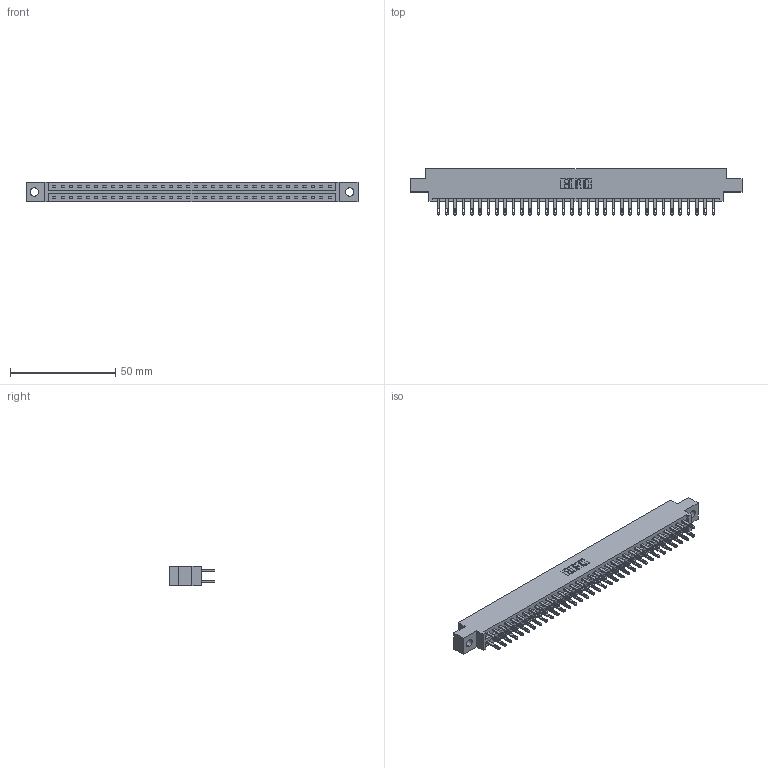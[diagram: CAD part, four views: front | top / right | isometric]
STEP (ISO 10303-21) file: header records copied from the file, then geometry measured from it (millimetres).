
FILE_DESCRIPTION (( 'STEP AP203' ), '1' );
FILE_NAME ('887-068-500-804.STEP', '2020-09-21T03:03:50', ( '' ), ( '' ), 'SwSTEP 2.0', 'SolidWorks 2020', '' );
FILE_SCHEMA (( 'CONFIG_CONTROL_DESIGN' ));
Length unit declared in the file: inch
Products named in the file (3): 837 Part_0.170 Offset - 0.156 Dia-TH; 345-292-001_345-293-100; 887-068-500-804
Assembly tree (69 placements, depth 2):
  887-068-500-804
    837 Part_0.170 Offset - 0.156 Dia-TH
    345-292-001_345-293-100  x68
Bounding box: 157.73 x 21.85 x 9.4 mm (x, y, z)
Volume: 16519.2 mm3; surface area: 19257 mm2
Topology: 69 solids, 69 shells, 3518 faces, 10727 edges, 7150 vertices
Faces by surface type: plane 2250, cylinder 1268
Entity records: 27461 total; most frequent: CARTESIAN_POINT 4634, ORIENTED_EDGE 4570, DIRECTION 3957, EDGE_CURVE 2285, LINE 2153, VECTOR 2153, VERTEX_POINT 1522, AXIS2_PLACEMENT_3D 902
